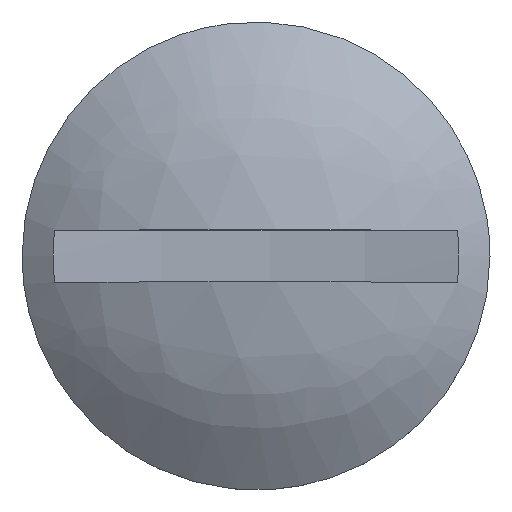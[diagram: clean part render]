
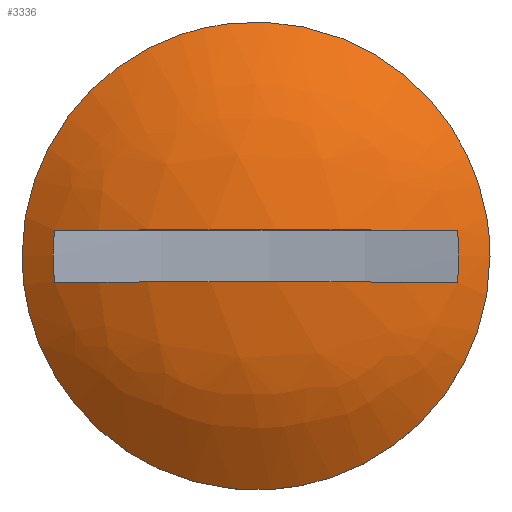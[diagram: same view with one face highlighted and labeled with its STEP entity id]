
A CAD part, top view. The second image highlights one B-rep face of the part: STEP entity #3336.
In plain terms, the highlighted free-form (B-spline) face has degree [2, 2] with [4, 4] control points.
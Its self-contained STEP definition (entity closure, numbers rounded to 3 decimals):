
#316=CARTESIAN_POINT('',(-1.062,8.937,0.8));
#317=VERTEX_POINT('',#316);
#323=CARTESIAN_POINT('',(9.0,0.0,0.8));
#324=VERTEX_POINT('',#323);
#325=CARTESIAN_POINT('',(-1.062,8.937,0.8));
#326=CARTESIAN_POINT('',(-0.533,9.,0.8));
#327=CARTESIAN_POINT('',(0.0,9.0,0.8));
#328=CARTESIAN_POINT('',(9.0,9.0,0.8));
#329=CARTESIAN_POINT('',(9.0,0.0,0.8));
#337=(BOUNDED_CURVE()B_SPLINE_CURVE(2,(#325,#326,#327,#328,#329),.UNSPECIFIED.,.F.,.U.)B_SPLINE_CURVE_WITH_KNOTS((3,2,3),(0.23,0.25,0.5),.UNSPECIFIED.)CURVE()GEOMETRIC_REPRESENTATION_ITEM()RATIONAL_B_SPLINE_CURVE((0.956,0.976,1.0,0.707,1.0))REPRESENTATION_ITEM(''));
#338=EDGE_CURVE('',#317,#324,#337,.T.);
#340=CARTESIAN_POINT('',(0.549,-8.983,0.8));
#341=VERTEX_POINT('',#340);
#342=CARTESIAN_POINT('',(9.0,0.0,0.8));
#343=CARTESIAN_POINT('',(9.,-8.466,0.8));
#344=CARTESIAN_POINT('',(0.549,-8.983,0.8));
#352=(BOUNDED_CURVE()B_SPLINE_CURVE(2,(#342,#343,#344),.UNSPECIFIED.,.F.,.U.)B_SPLINE_CURVE_WITH_KNOTS((3,3),(0.5,0.739),.UNSPECIFIED.)CURVE()GEOMETRIC_REPRESENTATION_ITEM()RATIONAL_B_SPLINE_CURVE((1.0,0.72,0.976))REPRESENTATION_ITEM(''));
#353=EDGE_CURVE('',#324,#341,#352,.T.);
#427=CARTESIAN_POINT('',(-9.0,0.0,0.8));
#428=VERTEX_POINT('',#427);
#429=CARTESIAN_POINT('',(0.549,-8.983,0.8));
#430=CARTESIAN_POINT('',(0.275,-9.,0.8));
#431=CARTESIAN_POINT('',(0.0,-9.0,0.8));
#432=CARTESIAN_POINT('',(-9.0,-9.0,0.8));
#433=CARTESIAN_POINT('',(-9.0,0.0,0.8));
#441=(BOUNDED_CURVE()B_SPLINE_CURVE(2,(#429,#430,#431,#432,#433),.UNSPECIFIED.,.F.,.U.)B_SPLINE_CURVE_WITH_KNOTS((3,2,3),(0.739,0.75,1.0),.UNSPECIFIED.)CURVE()GEOMETRIC_REPRESENTATION_ITEM()RATIONAL_B_SPLINE_CURVE((0.976,0.988,1.0,0.707,1.0))REPRESENTATION_ITEM(''));
#442=EDGE_CURVE('',#341,#428,#441,.T.);
#444=CARTESIAN_POINT('',(-9.0,0.0,0.8));
#445=CARTESIAN_POINT('',(-9.,7.994,0.8));
#446=CARTESIAN_POINT('',(-1.062,8.937,0.8));
#454=(BOUNDED_CURVE()B_SPLINE_CURVE(2,(#444,#445,#446),.UNSPECIFIED.,.F.,.U.)B_SPLINE_CURVE_WITH_KNOTS((3,3),(0.0,0.23),.UNSPECIFIED.)CURVE()GEOMETRIC_REPRESENTATION_ITEM()RATIONAL_B_SPLINE_CURVE((1.0,0.731,0.956))REPRESENTATION_ITEM(''));
#455=EDGE_CURVE('',#428,#317,#454,.T.);
#3177=CARTESIAN_POINT('',(-7.756,-1.,1.6));
#3178=VERTEX_POINT('',#3177);
#3179=CARTESIAN_POINT('',(7.756,-1.,1.6));
#3180=VERTEX_POINT('',#3179);
#3194=CARTESIAN_POINT('',(7.756,-1.,1.6));
#3195=CARTESIAN_POINT('',(0.,-1.,6.3));
#3196=CARTESIAN_POINT('',(-7.756,-1.,1.6));
#3204=(BOUNDED_CURVE()B_SPLINE_CURVE(2,(#3194,#3195,#3196),.UNSPECIFIED.,.F.,.U.)CURVE()GEOMETRIC_REPRESENTATION_ITEM()QUASI_UNIFORM_CURVE()RATIONAL_B_SPLINE_CURVE((1.0,0.855,1.0))REPRESENTATION_ITEM(''));
#3205=EDGE_CURVE('',#3180,#3178,#3204,.T.);
#3215=CARTESIAN_POINT('',(7.756,1.0,1.6));
#3216=VERTEX_POINT('',#3215);
#3217=CARTESIAN_POINT('',(-7.756,1.0,1.6));
#3218=VERTEX_POINT('',#3217);
#3219=CARTESIAN_POINT('',(7.756,1.0,1.6));
#3220=CARTESIAN_POINT('',(0.,1.0,6.3));
#3221=CARTESIAN_POINT('',(-7.756,1.0,1.6));
#3229=(BOUNDED_CURVE()B_SPLINE_CURVE(2,(#3219,#3220,#3221),.UNSPECIFIED.,.F.,.U.)CURVE()GEOMETRIC_REPRESENTATION_ITEM()QUASI_UNIFORM_CURVE()RATIONAL_B_SPLINE_CURVE((1.0,0.855,1.0))REPRESENTATION_ITEM(''));
#3230=EDGE_CURVE('',#3216,#3218,#3229,.T.);
#3263=CARTESIAN_POINT('',(-7.756,-1.,1.6));
#3264=CARTESIAN_POINT('',(-7.788,-0.667,1.607));
#3265=CARTESIAN_POINT('',(-7.82,0.,1.613));
#3266=CARTESIAN_POINT('',(-7.788,0.667,1.607));
#3267=CARTESIAN_POINT('',(-7.756,1.0,1.6));
#3268=B_SPLINE_CURVE_WITH_KNOTS('',3,(#3263,#3264,#3265,#3266,#3267),.UNSPECIFIED.,.F.,.U.,(4,1,4),(0.0,0.5,1.0),.UNSPECIFIED.);
#3269=EDGE_CURVE('',#3178,#3218,#3268,.T.);
#3272=CARTESIAN_POINT('',(7.756,1.0,1.6));
#3273=CARTESIAN_POINT('',(7.788,0.667,1.607));
#3274=CARTESIAN_POINT('',(7.82,0.,1.613));
#3275=CARTESIAN_POINT('',(7.788,-0.667,1.607));
#3276=CARTESIAN_POINT('',(7.756,-1.,1.6));
#3277=B_SPLINE_CURVE_WITH_KNOTS('',3,(#3272,#3273,#3274,#3275,#3276),.UNSPECIFIED.,.F.,.U.,(4,1,4),(0.0,0.5,1.0),.UNSPECIFIED.);
#3278=EDGE_CURVE('',#3216,#3180,#3277,.T.);
#3300=CARTESIAN_POINT('',(-8.669,-8.668,-2.556));
#3301=CARTESIAN_POINT('',(-4.848,-9.696,0.245));
#3302=CARTESIAN_POINT('',(4.848,-9.696,0.245));
#3303=CARTESIAN_POINT('',(8.669,-8.668,-2.556));
#3304=CARTESIAN_POINT('',(-9.696,-4.848,0.245));
#3305=CARTESIAN_POINT('',(-5.5,-5.499,3.8));
#3306=CARTESIAN_POINT('',(5.5,-5.499,3.8));
#3307=CARTESIAN_POINT('',(9.696,-4.848,0.245));
#3308=CARTESIAN_POINT('',(-9.696,4.848,0.245));
#3309=CARTESIAN_POINT('',(-5.5,5.499,3.8));
#3310=CARTESIAN_POINT('',(5.5,5.499,3.8));
#3311=CARTESIAN_POINT('',(9.696,4.848,0.245));
#3312=CARTESIAN_POINT('',(-8.669,8.668,-2.556));
#3313=CARTESIAN_POINT('',(-4.848,9.696,0.245));
#3314=CARTESIAN_POINT('',(4.848,9.696,0.245));
#3315=CARTESIAN_POINT('',(8.669,8.668,-2.556));
#3323=(BOUNDED_SURFACE()B_SPLINE_SURFACE(2,2,((#3300,#3304,#3308,#3312),(#3301,#3305,#3309,#3313),(#3302,#3306,#3310,#3314),(#3303,#3307,#3311,#3315)),.UNSPECIFIED.,.F.,.F.,.U.)B_SPLINE_SURFACE_WITH_KNOTS((3,1,3),(3,1,3),(1.152,11.305,21.458),(1.153,11.305,21.458),.UNSPECIFIED.)GEOMETRIC_REPRESENTATION_ITEM()RATIONAL_B_SPLINE_SURFACE(((1.269,1.134,1.134,1.269),(1.134,1.0,1.0,1.134),(1.134,1.0,1.0,1.134),(1.269,1.134,1.134,1.269)))REPRESENTATION_ITEM('')SURFACE());
#3324=ORIENTED_EDGE('',*,*,#442,.F.);
#3325=ORIENTED_EDGE('',*,*,#353,.F.);
#3326=ORIENTED_EDGE('',*,*,#338,.F.);
#3327=ORIENTED_EDGE('',*,*,#455,.F.);
#3328=EDGE_LOOP('',(#3324,#3325,#3326,#3327));
#3329=FACE_OUTER_BOUND('',#3328,.T.);
#3330=ORIENTED_EDGE('',*,*,#3230,.F.);
#3331=ORIENTED_EDGE('',*,*,#3278,.T.);
#3332=ORIENTED_EDGE('',*,*,#3205,.T.);
#3333=ORIENTED_EDGE('',*,*,#3269,.T.);
#3334=EDGE_LOOP('',(#3330,#3331,#3332,#3333));
#3335=FACE_BOUND('',#3334,.T.);
#3336=ADVANCED_FACE('',(#3329,#3335),#3323,.T.);
